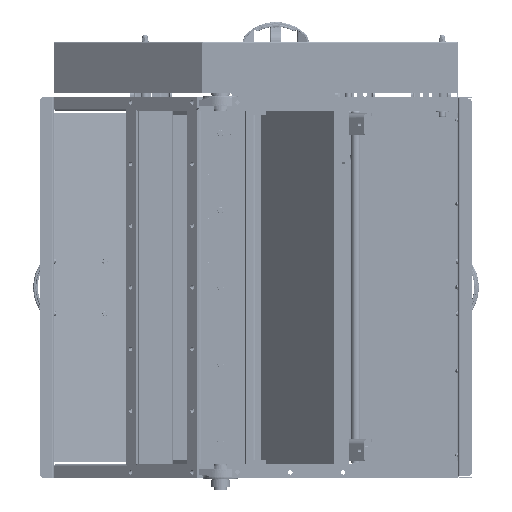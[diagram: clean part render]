
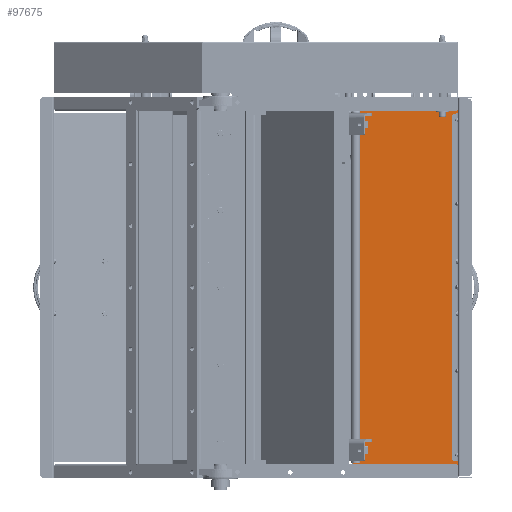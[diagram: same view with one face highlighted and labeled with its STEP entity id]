
A CAD part, front view. The second image highlights one B-rep face of the part: STEP entity #97675.
In plain terms, the highlighted planar face has unit normal (0, -1, 0).
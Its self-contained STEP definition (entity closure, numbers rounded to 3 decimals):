
#7635=LINE('',#160446,#15009);
#7637=LINE('',#160450,#15011);
#8485=LINE('',#162712,#15859);
#8537=LINE('',#162885,#15911);
#9682=LINE('',#169533,#17056);
#9687=LINE('',#169542,#17061);
#9726=LINE('',#169667,#17100);
#9742=LINE('',#169715,#17116);
#9930=LINE('',#172347,#17304);
#9937=LINE('',#172365,#17311);
#9954=LINE('',#172445,#17328);
#9969=LINE('',#172481,#17343);
#15009=VECTOR('',#124262,10.);
#15011=VECTOR('',#124266,4.32);
#15859=VECTOR('',#126484,10.);
#15911=VECTOR('',#126674,10.);
#17056=VECTOR('',#131139,10.);
#17061=VECTOR('',#131148,10.);
#17100=VECTOR('',#131275,10.);
#17116=VECTOR('',#131337,10.);
#17304=VECTOR('',#132605,10.);
#17311=VECTOR('',#132620,10.);
#17328=VECTOR('',#132701,10.);
#17343=VECTOR('',#132744,10.);
#20635=FACE_BOUND('',#32241,.T.);
#25586=FACE_OUTER_BOUND('',#32240,.T.);
#32240=EDGE_LOOP('',(#84658,#84659,#84660,#84661,#84662,#84663,#84664,#84665,
#84666,#84667,#84668,#84669));
#32241=EDGE_LOOP('',(#84670,#84671,#84672,#84673,#84674,#84675));
#36934=CIRCLE('',#106693,10.);
#36937=CIRCLE('',#106699,10.);
#37278=CIRCLE('',#107308,6.);
#37281=CIRCLE('',#107313,6.);
#37285=CIRCLE('',#107320,6.);
#37286=CIRCLE('',#107322,6.);
#43232=VERTEX_POINT('',#160441);
#43233=VERTEX_POINT('',#160444);
#43234=VERTEX_POINT('',#160448);
#43918=VERTEX_POINT('',#162709);
#43919=VERTEX_POINT('',#162711);
#43971=VERTEX_POINT('',#162884);
#45151=VERTEX_POINT('',#169504);
#45156=VERTEX_POINT('',#169531);
#45158=VERTEX_POINT('',#169541);
#45196=VERTEX_POINT('',#169653);
#45200=VERTEX_POINT('',#169665);
#45201=VERTEX_POINT('',#169669);
#45558=VERTEX_POINT('',#172344);
#45559=VERTEX_POINT('',#172346);
#45596=VERTEX_POINT('',#172442);
#45601=VERTEX_POINT('',#172470);
#45604=VERTEX_POINT('',#172477);
#45608=VERTEX_POINT('',#172496);
#54783=EDGE_CURVE('',#43232,#43233,#7635,.T.);
#54785=EDGE_CURVE('',#43234,#43233,#7637,.T.);
#55905=EDGE_CURVE('',#43918,#43919,#8485,.T.);
#55991=EDGE_CURVE('',#43918,#43971,#8537,.T.);
#58178=EDGE_CURVE('',#45151,#45156,#9682,.T.);
#58183=EDGE_CURVE('',#45158,#45151,#9687,.T.);
#58241=EDGE_CURVE('',#45158,#45196,#36934,.T.);
#58248=EDGE_CURVE('',#45196,#45200,#9726,.T.);
#58249=EDGE_CURVE('',#45200,#45201,#36937,.T.);
#58271=EDGE_CURVE('',#45156,#45201,#9742,.T.);
#58857=EDGE_CURVE('',#45559,#45558,#9930,.T.);
#58866=EDGE_CURVE('',#43232,#43971,#9937,.T.);
#58907=EDGE_CURVE('',#45558,#45596,#9954,.T.);
#58921=EDGE_CURVE('',#45601,#43234,#37278,.T.);
#58926=EDGE_CURVE('',#45604,#45559,#9969,.T.);
#58928=EDGE_CURVE('',#45604,#45601,#37281,.T.);
#58935=EDGE_CURVE('',#43919,#45608,#37285,.T.);
#58936=EDGE_CURVE('',#45608,#45596,#37286,.T.);
#84658=ORIENTED_EDGE('',*,*,#54783,.T.);
#84659=ORIENTED_EDGE('',*,*,#54785,.F.);
#84660=ORIENTED_EDGE('',*,*,#58921,.F.);
#84661=ORIENTED_EDGE('',*,*,#58928,.F.);
#84662=ORIENTED_EDGE('',*,*,#58926,.T.);
#84663=ORIENTED_EDGE('',*,*,#58857,.T.);
#84664=ORIENTED_EDGE('',*,*,#58907,.T.);
#84665=ORIENTED_EDGE('',*,*,#58936,.F.);
#84666=ORIENTED_EDGE('',*,*,#58935,.F.);
#84667=ORIENTED_EDGE('',*,*,#55905,.F.);
#84668=ORIENTED_EDGE('',*,*,#55991,.T.);
#84669=ORIENTED_EDGE('',*,*,#58866,.F.);
#84670=ORIENTED_EDGE('',*,*,#58271,.T.);
#84671=ORIENTED_EDGE('',*,*,#58249,.F.);
#84672=ORIENTED_EDGE('',*,*,#58248,.F.);
#84673=ORIENTED_EDGE('',*,*,#58241,.F.);
#84674=ORIENTED_EDGE('',*,*,#58183,.T.);
#84675=ORIENTED_EDGE('',*,*,#58178,.T.);
#92384=PLANE('',#107358);
#97675=ADVANCED_FACE('',(#25586,#20635),#92384,.T.);
#106693=AXIS2_PLACEMENT_3D('',#169654,#131261,#131262);
#106699=AXIS2_PLACEMENT_3D('',#169670,#131278,#131279);
#107308=AXIS2_PLACEMENT_3D('',#172473,#132735,#132736);
#107313=AXIS2_PLACEMENT_3D('',#172484,#132749,#132750);
#107320=AXIS2_PLACEMENT_3D('',#172498,#132766,#132767);
#107322=AXIS2_PLACEMENT_3D('',#172500,#132770,#132771);
#107358=AXIS2_PLACEMENT_3D('',#172596,#132882,#132883);
#124262=DIRECTION('',(1.,0.,0.));
#124266=DIRECTION('',(0.,0.,1.));
#126484=DIRECTION('',(0.,0.,1.));
#126674=DIRECTION('',(-1.,0.,0.));
#131139=DIRECTION('',(0.,0.,-1.));
#131148=DIRECTION('',(1.,0.,0.));
#131261=DIRECTION('center_axis',(0.,-1.,0.));
#131262=DIRECTION('ref_axis',(-0.707,0.,
0.707));
#131275=DIRECTION('',(0.,0.,-1.));
#131278=DIRECTION('center_axis',(0.,-1.,0.));
#131279=DIRECTION('ref_axis',(-0.707,0.,-0.707));
#131337=DIRECTION('',(-1.,0.,0.));
#132605=DIRECTION('',(0.,0.,1.));
#132620=DIRECTION('',(0.,0.,1.));
#132701=DIRECTION('',(-1.,0.,0.));
#132735=DIRECTION('center_axis',(0.,1.,0.));
#132736=DIRECTION('ref_axis',(0.943,0.,-0.333));
#132744=DIRECTION('',(1.,0.,0.));
#132749=DIRECTION('center_axis',(0.,-1.,0.));
#132750=DIRECTION('ref_axis',(-0.408,0.,
0.913));
#132766=DIRECTION('center_axis',(0.,1.,0.));
#132767=DIRECTION('ref_axis',(0.943,0.,0.333));
#132770=DIRECTION('center_axis',(0.,-1.,0.));
#132771=DIRECTION('ref_axis',(-0.408,0.,-0.913));
#132882=DIRECTION('center_axis',(0.,-1.,0.));
#132883=DIRECTION('ref_axis',(0.,0.,
1.));
#160441=CARTESIAN_POINT('',(41.,838.7,-406.));
#160444=CARTESIAN_POINT('',(269.951,838.7,-406.));
#160446=CARTESIAN_POINT('',(154.953,838.7,-406.));
#160448=CARTESIAN_POINT('',(269.951,838.7,-428.403));
#160450=CARTESIAN_POINT('',(269.951,838.7,-392.428));
#162709=CARTESIAN_POINT('',(269.951,838.7,406.));
#162711=CARTESIAN_POINT('',(269.951,838.7,428.403));
#162712=CARTESIAN_POINT('',(269.951,838.7,406.));
#162884=CARTESIAN_POINT('',(41.,838.7,406.));
#162885=CARTESIAN_POINT('',(154.953,838.7,406.));
#169504=CARTESIAN_POINT('',(277.,838.7,395.));
#169531=CARTESIAN_POINT('',(277.,838.7,-395.));
#169533=CARTESIAN_POINT('',(277.,838.7,0.));
#169541=CARTESIAN_POINT('',(274.,838.7,395.));
#169542=CARTESIAN_POINT('',(491.262,838.7,395.));
#169653=CARTESIAN_POINT('',(264.,838.7,385.));
#169654=CARTESIAN_POINT('Origin',(274.,838.7,385.));
#169665=CARTESIAN_POINT('',(264.,838.7,-385.));
#169667=CARTESIAN_POINT('',(264.,838.7,433.));
#169669=CARTESIAN_POINT('',(274.,838.7,-395.));
#169670=CARTESIAN_POINT('Origin',(274.,838.7,-385.));
#169715=CARTESIAN_POINT('',(491.262,838.7,-395.));
#172344=CARTESIAN_POINT('',(279.,838.7,425.));
#172346=CARTESIAN_POINT('',(279.,838.7,-425.));
#172347=CARTESIAN_POINT('',(279.,838.7,0.));
#172365=CARTESIAN_POINT('',(41.,838.7,0.));
#172442=CARTESIAN_POINT('',(276.287,838.7,425.));
#172445=CARTESIAN_POINT('',(216.,838.7,425.));
#172470=CARTESIAN_POINT('',(271.815,838.7,-427.));
#172473=CARTESIAN_POINT('Origin',(267.343,838.7,-423.));
#172477=CARTESIAN_POINT('',(276.287,838.7,-425.));
#172481=CARTESIAN_POINT('',(221.,838.7,-425.));
#172484=CARTESIAN_POINT('Origin',(276.287,838.7,-431.));
#172496=CARTESIAN_POINT('',(271.815,838.7,427.));
#172498=CARTESIAN_POINT('Origin',(267.343,838.7,423.));
#172500=CARTESIAN_POINT('Origin',(276.287,838.7,431.));
#172596=CARTESIAN_POINT('Origin',(159.,838.7,0.));
